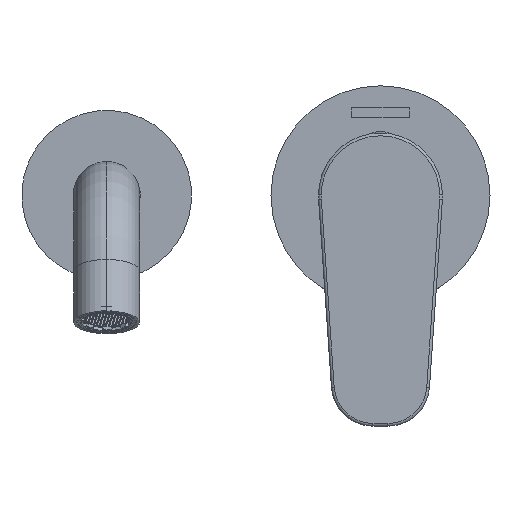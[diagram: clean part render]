
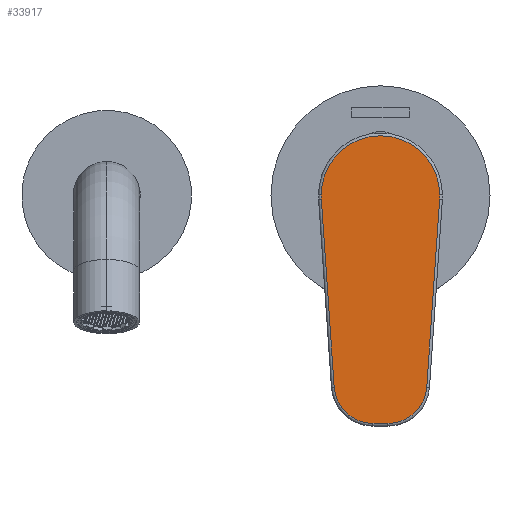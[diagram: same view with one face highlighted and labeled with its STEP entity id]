
A CAD part, top view. The second image highlights one B-rep face of the part: STEP entity #33917.
In plain terms, the highlighted planar face has unit normal (0, 0, 1).
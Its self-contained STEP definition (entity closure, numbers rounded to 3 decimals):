
#641 = AXIS2_PLACEMENT_3D ( 'NONE', #21177, #11998, #32359 ) ;
#2800 = ORIENTED_EDGE ( 'NONE', *, *, #16236, .T. ) ;
#2820 = AXIS2_PLACEMENT_3D ( 'NONE', #3780, #9697, #26857 ) ;
#2853 = DIRECTION ( 'NONE',  ( -1., 0., 0. ) ) ;
#2858 = CARTESIAN_POINT ( 'NONE',  ( 16.902, -70.209, 95.7 ) ) ;
#3090 = CARTESIAN_POINT ( 'NONE',  ( 0., -1.549, 95.7 ) ) ;
#3646 = CARTESIAN_POINT ( 'NONE',  ( -21.606, -1.549, 95.7 ) ) ;
#3780 = CARTESIAN_POINT ( 'NONE',  ( 0., 0., 95.7 ) ) ;
#4257 = ORIENTED_EDGE ( 'NONE', *, *, #9828, .T. ) ;
#6187 = ORIENTED_EDGE ( 'NONE', *, *, #31852, .T. ) ;
#6222 = VERTEX_POINT ( 'NONE', #32299 ) ;
#6338 = ORIENTED_EDGE ( 'NONE', *, *, #31507, .T. ) ;
#6487 = ORIENTED_EDGE ( 'NONE', *, *, #8568, .T. ) ;
#6501 = CARTESIAN_POINT ( 'NONE',  ( 0., 0., 95.7 ) ) ;
#7224 = DIRECTION ( 'NONE',  ( 0.068, -0.998, 0. ) ) ;
#7396 = EDGE_LOOP ( 'NONE', ( #28795, #8494, #6487, #16182, #35284, #4257, #28132, #6187, #2800, #6338 ) ) ;
#7580 = VERTEX_POINT ( 'NONE', #18233 ) ;
#8262 = CARTESIAN_POINT ( 'NONE',  ( 0., 0., 95.7 ) ) ;
#8284 = VECTOR ( 'NONE', #7224, 1000. ) ;
#8494 = ORIENTED_EDGE ( 'NONE', *, *, #31644, .T. ) ;
#8568 = EDGE_CURVE ( 'NONE', #15132, #11406, #36077, .T. ) ;
#8778 = EDGE_CURVE ( 'NONE', #11406, #7580, #33820, .T. ) ;
#9062 = CARTESIAN_POINT ( 'NONE',  ( 21.606, -1.549, 95.7 ) ) ;
#9619 = AXIS2_PLACEMENT_3D ( 'NONE', #12611, #35614, #21811 ) ;
#9697 = DIRECTION ( 'NONE',  ( 0., 0., 1. ) ) ;
#9828 = EDGE_CURVE ( 'NONE', #27886, #36774, #15748, .T. ) ;
#10363 = FACE_OUTER_BOUND ( 'NONE', #7396, .T. ) ;
#10374 = DIRECTION ( 'NONE',  ( -1., 0., 0. ) ) ;
#11323 = VERTEX_POINT ( 'NONE', #19343 ) ;
#11406 = VERTEX_POINT ( 'NONE', #19456 ) ;
#11678 = LINE ( 'NONE', #36117, #21568 ) ;
#11804 = EDGE_CURVE ( 'NONE', #11323, #33189, #24653, .T. ) ;
#11874 = LINE ( 'NONE', #36220, #28592 ) ;
#11998 = DIRECTION ( 'NONE',  ( 0., 0., 1. ) ) ;
#12190 = CARTESIAN_POINT ( 'NONE',  ( -21.574, -1.549, 95.7 ) ) ;
#12611 = CARTESIAN_POINT ( 'NONE',  ( 2.736, -69.239, 95.7 ) ) ;
#13479 = EDGE_CURVE ( 'NONE', #7580, #27886, #18627, .T. ) ;
#14744 = CARTESIAN_POINT ( 'NONE',  ( -2.736, -69.239, 95.7 ) ) ;
#15132 = VERTEX_POINT ( 'NONE', #9062 ) ;
#15734 = CARTESIAN_POINT ( 'NONE',  ( -16.902, -70.209, 95.7 ) ) ;
#15748 = CIRCLE ( 'NONE', #23807, 21.629 ) ;
#15899 = EDGE_CURVE ( 'NONE', #36774, #21751, #11678, .T. ) ;
#16182 = ORIENTED_EDGE ( 'NONE', *, *, #8778, .T. ) ;
#16236 = EDGE_CURVE ( 'NONE', #6222, #34293, #28784, .T. ) ;
#17260 = AXIS2_PLACEMENT_3D ( 'NONE', #14744, #34971, #17622 ) ;
#17622 = DIRECTION ( 'NONE',  ( 1., 0., 0. ) ) ;
#18106 = VECTOR ( 'NONE', #2853, 1000. ) ;
#18233 = CARTESIAN_POINT ( 'NONE',  ( 21.629, 0., 95.7 ) ) ;
#18627 = CIRCLE ( 'NONE', #35491, 21.629 ) ;
#18907 = DIRECTION ( 'NONE',  ( 1., 0., 0. ) ) ;
#19343 = CARTESIAN_POINT ( 'NONE',  ( 2.736, -83.439, 95.7 ) ) ;
#19456 = CARTESIAN_POINT ( 'NONE',  ( 21.574, -1.549, 95.7 ) ) ;
#19537 = VECTOR ( 'NONE', #21938, 1000. ) ;
#21177 = CARTESIAN_POINT ( 'NONE',  ( 0., 0., 95.7 ) ) ;
#21568 = VECTOR ( 'NONE', #10374, 1000. ) ;
#21751 = VERTEX_POINT ( 'NONE', #3646 ) ;
#21811 = DIRECTION ( 'NONE',  ( 1., 0., 0. ) ) ;
#21938 = DIRECTION ( 'NONE',  ( 0.068, 0.998, 0. ) ) ;
#22783 = CARTESIAN_POINT ( 'NONE',  ( -2.736, -83.439, 95.7 ) ) ;
#23807 = AXIS2_PLACEMENT_3D ( 'NONE', #6501, #32615, #26554 ) ;
#24653 = CIRCLE ( 'NONE', #9619, 14.2 ) ;
#26554 = DIRECTION ( 'NONE',  ( 1., 0., 0. ) ) ;
#26857 = DIRECTION ( 'NONE',  ( 1., 0., 0. ) ) ;
#27886 = VERTEX_POINT ( 'NONE', #36881 ) ;
#28007 = CARTESIAN_POINT ( 'NONE',  ( 21.611, -1.48, 95.7 ) ) ;
#28132 = ORIENTED_EDGE ( 'NONE', *, *, #15899, .T. ) ;
#28592 = VECTOR ( 'NONE', #18907, 1000. ) ;
#28784 = CIRCLE ( 'NONE', #17260, 14.2 ) ;
#28795 = ORIENTED_EDGE ( 'NONE', *, *, #11804, .T. ) ;
#29709 = PLANE ( 'NONE',  #2820 ) ;
#30753 = LINE ( 'NONE', #15734, #8284 ) ;
#31507 = EDGE_CURVE ( 'NONE', #34293, #11323, #11874, .T. ) ;
#31644 = EDGE_CURVE ( 'NONE', #33189, #15132, #34352, .T. ) ;
#31852 = EDGE_CURVE ( 'NONE', #21751, #6222, #30753, .T. ) ;
#32299 = CARTESIAN_POINT ( 'NONE',  ( -16.902, -70.209, 95.7 ) ) ;
#32359 = DIRECTION ( 'NONE',  ( 1., 0., 0. ) ) ;
#32615 = DIRECTION ( 'NONE',  ( 0., 0., 1. ) ) ;
#33189 = VERTEX_POINT ( 'NONE', #2858 ) ;
#33820 = CIRCLE ( 'NONE', #641, 21.629 ) ;
#33917 = ADVANCED_FACE ( 'NONE', ( #10363 ), #29709, .T. ) ;
#34235 = DIRECTION ( 'NONE',  ( 1., 0., 0. ) ) ;
#34293 = VERTEX_POINT ( 'NONE', #22783 ) ;
#34352 = LINE ( 'NONE', #28007, #19537 ) ;
#34971 = DIRECTION ( 'NONE',  ( 0., 0., 1. ) ) ;
#35284 = ORIENTED_EDGE ( 'NONE', *, *, #13479, .T. ) ;
#35491 = AXIS2_PLACEMENT_3D ( 'NONE', #8262, #36864, #34235 ) ;
#35614 = DIRECTION ( 'NONE',  ( 0., 0., 1. ) ) ;
#36077 = LINE ( 'NONE', #3090, #18106 ) ;
#36117 = CARTESIAN_POINT ( 'NONE',  ( 0., -1.549, 95.7 ) ) ;
#36220 = CARTESIAN_POINT ( 'NONE',  ( 2.736, -83.439, 95.7 ) ) ;
#36774 = VERTEX_POINT ( 'NONE', #12190 ) ;
#36864 = DIRECTION ( 'NONE',  ( 0., 0., 1. ) ) ;
#36881 = CARTESIAN_POINT ( 'NONE',  ( -21.629, 0., 95.7 ) ) ;
